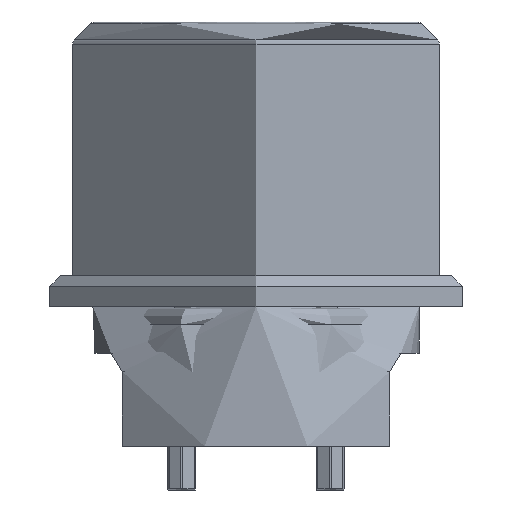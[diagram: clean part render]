
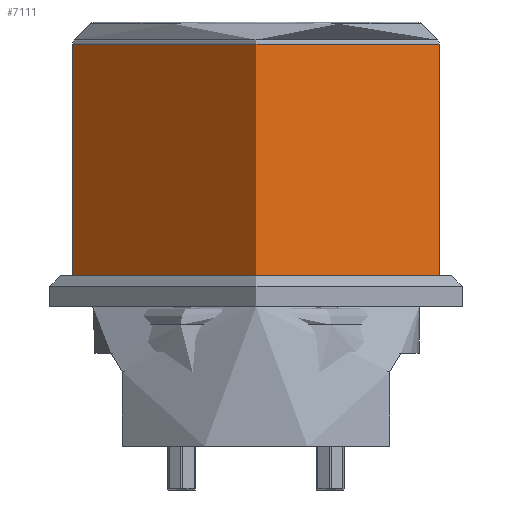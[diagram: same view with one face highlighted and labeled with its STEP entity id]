
A CAD part, front view. The second image highlights one B-rep face of the part: STEP entity #7111.
In plain terms, the highlighted cylindrical face has radius 29.976 mm (diameter 59.951 mm), a full revolution.
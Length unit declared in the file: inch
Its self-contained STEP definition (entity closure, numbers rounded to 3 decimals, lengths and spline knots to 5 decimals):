
#943=FACE_OUTER_BOUND('',#1402,.T.);
#1402=EDGE_LOOP('',(#5770,#5771,#5772,#5773));
#1893=LINE('',#15157,#2301);
#2301=VECTOR('',#9315,1.18014);
#2655=CIRCLE('',#7876,1.18014);
#2656=CIRCLE('',#7878,1.18014);
#3228=VERTEX_POINT('',#15152);
#3229=VERTEX_POINT('',#15156);
#4117=EDGE_CURVE('',#3228,#3228,#2655,.T.);
#4118=EDGE_CURVE('',#3228,#3229,#1893,.T.);
#4119=EDGE_CURVE('',#3229,#3229,#2656,.T.);
#5770=ORIENTED_EDGE('',*,*,#4117,.F.);
#5771=ORIENTED_EDGE('',*,*,#4118,.T.);
#5772=ORIENTED_EDGE('',*,*,#4119,.T.);
#5773=ORIENTED_EDGE('',*,*,#4118,.F.);
#6819=CYLINDRICAL_SURFACE('',#7877,1.18014);
#7111=ADVANCED_FACE('',(#943),#6819,.T.);
#7876=AXIS2_PLACEMENT_3D('',#15154,#9311,#9312);
#7877=AXIS2_PLACEMENT_3D('',#15155,#9313,#9314);
#7878=AXIS2_PLACEMENT_3D('',#15158,#9316,#9317);
#9311=DIRECTION('center_axis',(0.,0.,1.));
#9312=DIRECTION('ref_axis',(1.,0.,0.));
#9313=DIRECTION('center_axis',(0.,0.,1.));
#9314=DIRECTION('ref_axis',(1.,0.,0.));
#9315=DIRECTION('',(0.,0.,-1.));
#9316=DIRECTION('center_axis',(0.,0.,1.));
#9317=DIRECTION('ref_axis',(1.,0.,0.));
#15152=CARTESIAN_POINT('',(-1.18014,0.,0.03169));
#15154=CARTESIAN_POINT('Origin',(0.,0.,
0.03169));
#15155=CARTESIAN_POINT('Origin',(0.,0.,
-0.002));
#15156=CARTESIAN_POINT('',(-1.18014,0.,-1.53659));
#15157=CARTESIAN_POINT('',(-1.18014,0.,-0.002));
#15158=CARTESIAN_POINT('Origin',(0.,0.,
-1.53659));
